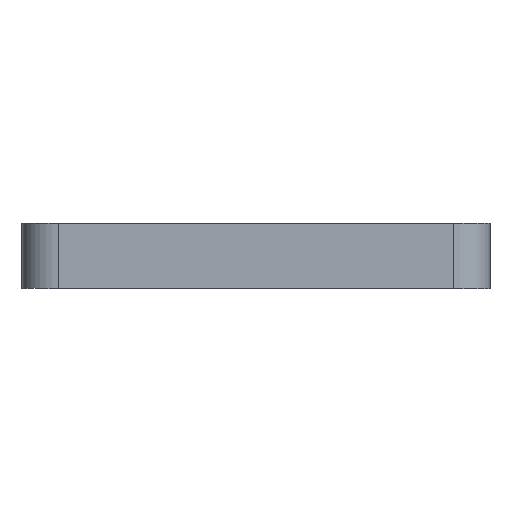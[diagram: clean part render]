
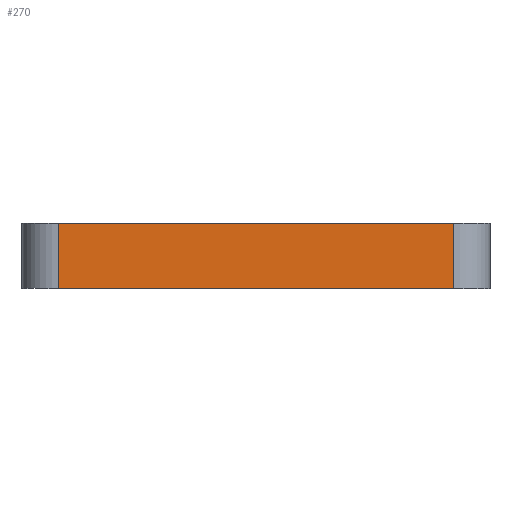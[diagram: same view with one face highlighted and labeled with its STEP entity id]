
A CAD part, front view. The second image highlights one B-rep face of the part: STEP entity #270.
In plain terms, the highlighted planar face has unit normal (0, -1, 0).
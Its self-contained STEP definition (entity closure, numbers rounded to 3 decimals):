
#59 = EDGE_CURVE ( 'NONE', #1301, #1179, #500, .T. ) ;
#93 = EDGE_CURVE ( 'NONE', #1190, #1291, #256, .T. ) ;
#122 = EDGE_CURVE ( 'NONE', #1190, #1179, #757, .T. ) ;
#127 = AXIS2_PLACEMENT_3D ( 'NONE', #1111, #850, #851 ) ;
#141 = EDGE_CURVE ( 'NONE', #1291, #1301, #733, .T. ) ;
#224 = DIRECTION ( 'NONE',  ( 0., 0., -1. ) ) ;
#252 = VECTOR ( 'NONE', #224, 1000. ) ;
#256 = LINE ( 'NONE', #1325, #252 ) ;
#270 = ADVANCED_FACE ( 'NONE', ( #663 ), #1074, .F. ) ;
#327 = ORIENTED_EDGE ( 'NONE', *, *, #59, .T. ) ;
#398 = ORIENTED_EDGE ( 'NONE', *, *, #93, .T. ) ;
#428 = EDGE_LOOP ( 'NONE', ( #462, #327, #467, #398 ) ) ;
#462 = ORIENTED_EDGE ( 'NONE', *, *, #141, .T. ) ;
#467 = ORIENTED_EDGE ( 'NONE', *, *, #122, .F. ) ;
#485 = VECTOR ( 'NONE', #1275, 1000. ) ;
#500 = LINE ( 'NONE', #1270, #485 ) ;
#663 = FACE_OUTER_BOUND ( 'NONE', #428, .T. ) ;
#730 = VECTOR ( 'NONE', #822, 1000. ) ;
#733 = LINE ( 'NONE', #890, #730 ) ;
#749 = VECTOR ( 'NONE', #1066, 1000. ) ;
#757 = LINE ( 'NONE', #970, #749 ) ;
#822 = DIRECTION ( 'NONE',  ( 1., 0., 0. ) ) ;
#850 = DIRECTION ( 'NONE',  ( 0., 1., 0. ) ) ;
#851 = DIRECTION ( 'NONE',  ( 0., 0., 1. ) ) ;
#882 = CARTESIAN_POINT ( 'NONE',  ( 166., 0., 25. ) ) ;
#890 = CARTESIAN_POINT ( 'NONE',  ( 0., 0., 0. ) ) ;
#929 = CARTESIAN_POINT ( 'NONE',  ( 14., 0., 25. ) ) ;
#970 = CARTESIAN_POINT ( 'NONE',  ( 0., 0., 25. ) ) ;
#977 = CARTESIAN_POINT ( 'NONE',  ( 166., 0., 0. ) ) ;
#996 = CARTESIAN_POINT ( 'NONE',  ( 14., 0., 0. ) ) ;
#1066 = DIRECTION ( 'NONE',  ( 1., 0., 0. ) ) ;
#1074 = PLANE ( 'NONE',  #127 ) ;
#1111 = CARTESIAN_POINT ( 'NONE',  ( 0., 0., 25. ) ) ;
#1179 = VERTEX_POINT ( 'NONE', #882 ) ;
#1190 = VERTEX_POINT ( 'NONE', #929 ) ;
#1270 = CARTESIAN_POINT ( 'NONE',  ( 166., 0., 25. ) ) ;
#1275 = DIRECTION ( 'NONE',  ( 0., 0., 1. ) ) ;
#1291 = VERTEX_POINT ( 'NONE', #996 ) ;
#1301 = VERTEX_POINT ( 'NONE', #977 ) ;
#1325 = CARTESIAN_POINT ( 'NONE',  ( 14., 0., 25. ) ) ;
